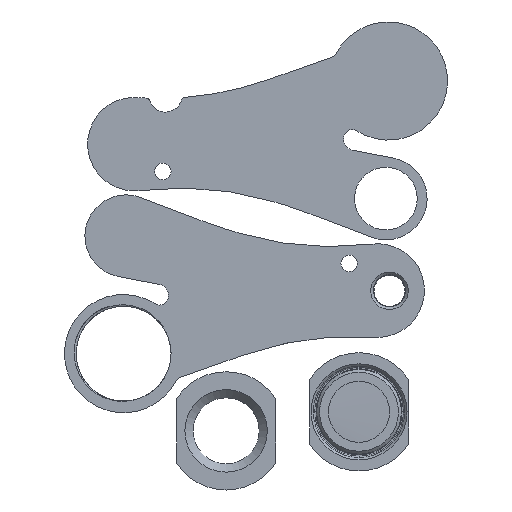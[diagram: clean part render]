
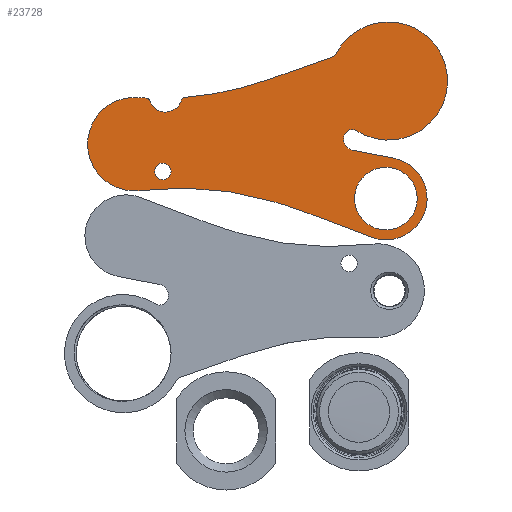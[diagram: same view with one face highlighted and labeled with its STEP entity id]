
A CAD part, front view. The second image highlights one B-rep face of the part: STEP entity #23728.
In plain terms, the highlighted planar face has unit normal (0, -1, 0).
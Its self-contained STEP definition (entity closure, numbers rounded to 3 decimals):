
#171=CIRCLE('',#24126,118.);
#172=CIRCLE('',#24128,1.2);
#173=CIRCLE('',#24130,6.083);
#174=CIRCLE('',#24132,1.2);
#175=CIRCLE('',#24134,118.);
#176=CIRCLE('',#24136,17.);
#177=CIRCLE('',#24138,118.);
#184=CIRCLE('',#24147,3.);
#197=CIRCLE('',#24585,206.);
#198=CIRCLE('',#24586,15.);
#199=CIRCLE('',#24587,4.);
#200=CIRCLE('',#24588,3.);
#201=CIRCLE('',#24589,21.5);
#202=CIRCLE('',#24590,3.);
#203=CIRCLE('',#24591,11.4);
#413=FACE_BOUND('',#4774,.T.);
#414=FACE_BOUND('',#4775,.T.);
#3394=FACE_OUTER_BOUND('',#4773,.T.);
#4773=EDGE_LOOP('',(#20921,#20922,#20923,#20924,#20925,#20926,#20927,#20928,
#20929,#20930,#20931,#20932,#20933,#20934,#20935,#20936));
#4774=EDGE_LOOP('',(#20937));
#4775=EDGE_LOOP('',(#20938));
#5305=LINE('',#31611,#7372);
#6862=LINE('',#44898,#8929);
#6863=LINE('',#44902,#8930);
#7372=VECTOR('',#25303,10.);
#8929=VECTOR('',#27782,10.);
#8930=VECTOR('',#27785,10.);
#9569=VERTEX_POINT('',#31608);
#9570=VERTEX_POINT('',#31610);
#9571=VERTEX_POINT('',#31614);
#9572=VERTEX_POINT('',#31618);
#9573=VERTEX_POINT('',#31622);
#9574=VERTEX_POINT('',#31626);
#9575=VERTEX_POINT('',#31630);
#9576=VERTEX_POINT('',#31634);
#9577=VERTEX_POINT('',#31638);
#10200=VERTEX_POINT('',#34321);
#11286=VERTEX_POINT('',#44895);
#11287=VERTEX_POINT('',#44897);
#11288=VERTEX_POINT('',#44899);
#11289=VERTEX_POINT('',#44901);
#11290=VERTEX_POINT('',#44903);
#11291=VERTEX_POINT('',#44905);
#11292=VERTEX_POINT('',#44907);
#11293=VERTEX_POINT('',#44910);
#12047=EDGE_CURVE('',#9570,#9569,#5305,.T.);
#12050=EDGE_CURVE('',#9569,#9571,#171,.T.);
#12052=EDGE_CURVE('',#9572,#9571,#172,.T.);
#12054=EDGE_CURVE('',#9572,#9573,#173,.T.);
#12056=EDGE_CURVE('',#9574,#9573,#174,.T.);
#12058=EDGE_CURVE('',#9574,#9575,#175,.T.);
#12060=EDGE_CURVE('',#9575,#9576,#176,.T.);
#12062=EDGE_CURVE('',#9576,#9577,#177,.T.);
#12702=EDGE_CURVE('',#10200,#10200,#184,.T.);
#14600=EDGE_CURVE('',#9577,#11286,#197,.T.);
#14601=EDGE_CURVE('',#11286,#11287,#6862,.T.);
#14602=EDGE_CURVE('',#11287,#11288,#198,.T.);
#14603=EDGE_CURVE('',#11288,#11289,#6863,.T.);
#14604=EDGE_CURVE('',#11289,#11290,#199,.T.);
#14605=EDGE_CURVE('',#11290,#11291,#200,.T.);
#14606=EDGE_CURVE('',#11291,#11292,#201,.T.);
#14607=EDGE_CURVE('',#11292,#9570,#202,.T.);
#14608=EDGE_CURVE('',#11293,#11293,#203,.T.);
#20921=ORIENTED_EDGE('',*,*,#12056,.F.);
#20922=ORIENTED_EDGE('',*,*,#12058,.T.);
#20923=ORIENTED_EDGE('',*,*,#12060,.T.);
#20924=ORIENTED_EDGE('',*,*,#12062,.T.);
#20925=ORIENTED_EDGE('',*,*,#14600,.T.);
#20926=ORIENTED_EDGE('',*,*,#14601,.T.);
#20927=ORIENTED_EDGE('',*,*,#14602,.T.);
#20928=ORIENTED_EDGE('',*,*,#14603,.T.);
#20929=ORIENTED_EDGE('',*,*,#14604,.T.);
#20930=ORIENTED_EDGE('',*,*,#14605,.T.);
#20931=ORIENTED_EDGE('',*,*,#14606,.T.);
#20932=ORIENTED_EDGE('',*,*,#14607,.T.);
#20933=ORIENTED_EDGE('',*,*,#12047,.T.);
#20934=ORIENTED_EDGE('',*,*,#12050,.T.);
#20935=ORIENTED_EDGE('',*,*,#12052,.F.);
#20936=ORIENTED_EDGE('',*,*,#12054,.T.);
#20937=ORIENTED_EDGE('',*,*,#12702,.T.);
#20938=ORIENTED_EDGE('',*,*,#14608,.T.);
#22610=PLANE('',#24584);
#23728=ADVANCED_FACE('',(#3394,#413,#414),#22610,.F.);
#24126=AXIS2_PLACEMENT_3D('',#31616,#25308,#25309);
#24128=AXIS2_PLACEMENT_3D('',#31620,#25313,#25314);
#24130=AXIS2_PLACEMENT_3D('',#31624,#25318,#25319);
#24132=AXIS2_PLACEMENT_3D('',#31628,#25323,#25324);
#24134=AXIS2_PLACEMENT_3D('',#31632,#25328,#25329);
#24136=AXIS2_PLACEMENT_3D('',#31636,#25333,#25334);
#24138=AXIS2_PLACEMENT_3D('',#31640,#25338,#25339);
#24147=AXIS2_PLACEMENT_3D('',#34323,#25644,#25645);
#24584=AXIS2_PLACEMENT_3D('',#44894,#27778,#27779);
#24585=AXIS2_PLACEMENT_3D('',#44896,#27780,#27781);
#24586=AXIS2_PLACEMENT_3D('',#44900,#27783,#27784);
#24587=AXIS2_PLACEMENT_3D('',#44904,#27786,#27787);
#24588=AXIS2_PLACEMENT_3D('',#44906,#27788,#27789);
#24589=AXIS2_PLACEMENT_3D('',#44908,#27790,#27791);
#24590=AXIS2_PLACEMENT_3D('',#44909,#27792,#27793);
#24591=AXIS2_PLACEMENT_3D('',#44911,#27794,#27795);
#25303=DIRECTION('',(-0.943,0.,-0.333));
#25308=DIRECTION('center_axis',(0.,1.,0.));
#25309=DIRECTION('ref_axis',(0.333,0.,-0.943));
#25313=DIRECTION('center_axis',(0.,1.,0.));
#25314=DIRECTION('ref_axis',(-0.636,0.,0.772));
#25318=DIRECTION('center_axis',(0.,1.,0.));
#25319=DIRECTION('ref_axis',(1.,0.,0.));
#25323=DIRECTION('center_axis',(0.,1.,0.));
#25324=DIRECTION('ref_axis',(0.609,0.,0.793));
#25328=DIRECTION('center_axis',(0.,1.,0.));
#25329=DIRECTION('ref_axis',(0.333,0.,-0.943));
#25333=DIRECTION('center_axis',(0.,-1.,0.));
#25334=DIRECTION('ref_axis',(0.125,0.,-0.992));
#25338=DIRECTION('center_axis',(0.,1.,0.));
#25339=DIRECTION('ref_axis',(-0.125,0.,0.992));
#25644=DIRECTION('center_axis',(0.,1.,0.));
#25645=DIRECTION('ref_axis',(1.,0.,0.));
#27778=DIRECTION('center_axis',(0.,1.,0.));
#27779=DIRECTION('ref_axis',(1.,0.,0.));
#27780=DIRECTION('center_axis',(0.,1.,0.));
#27781=DIRECTION('ref_axis',(0.285,0.,0.959));
#27782=DIRECTION('',(0.935,0.,-0.355));
#27783=DIRECTION('center_axis',(0.,-1.,0.));
#27784=DIRECTION('ref_axis',(0.188,0.,0.982));
#27785=DIRECTION('',(-0.982,0.,0.188));
#27786=DIRECTION('center_axis',(0.,1.,0.));
#27787=DIRECTION('ref_axis',(-0.188,0.,-0.982));
#27788=DIRECTION('center_axis',(0.,1.,0.));
#27789=DIRECTION('ref_axis',(-0.832,0.,0.554));
#27790=DIRECTION('center_axis',(0.,-1.,0.));
#27791=DIRECTION('ref_axis',(-0.884,0.,0.467));
#27792=DIRECTION('center_axis',(0.,1.,0.));
#27793=DIRECTION('ref_axis',(0.884,0.,-0.467));
#27794=DIRECTION('center_axis',(0.,1.,0.));
#27795=DIRECTION('ref_axis',(1.,0.,0.));
#31608=CARTESIAN_POINT('',(-19.598,-1.956,169.737));
#31610=CARTESIAN_POINT('',(3.592,-1.956,177.919));
#31611=CARTESIAN_POINT('',(-22.553,-1.956,168.695));
#31614=CARTESIAN_POINT('',(-49.887,-1.956,163.356));
#31616=CARTESIAN_POINT('Origin',(-58.857,-1.956,281.015));
#31618=CARTESIAN_POINT('',(-50.953,-1.956,162.478));
#31620=CARTESIAN_POINT('Origin',(-49.796,-1.956,162.16));
#31622=CARTESIAN_POINT('',(-62.623,-1.956,162.274));
#31624=CARTESIAN_POINT('Origin',(-56.818,-1.956,164.091));
#31626=CARTESIAN_POINT('',(-63.719,-1.956,163.115));
#31628=CARTESIAN_POINT('Origin',(-63.768,-1.956,161.916));
#31630=CARTESIAN_POINT('',(-66.975,-1.956,163.294));
#31632=CARTESIAN_POINT('Origin',(-58.857,-1.956,281.015));
#31634=CARTESIAN_POINT('',(-66.027,-1.956,129.467));
#31636=CARTESIAN_POINT('Origin',(-68.145,-1.956,146.335));
#31638=CARTESIAN_POINT('',(-17.746,-1.956,125.507));
#31640=CARTESIAN_POINT('Origin',(-51.327,-1.956,12.386));
#34321=CARTESIAN_POINT('',(-60.788,-1.956,136.462));
#34323=CARTESIAN_POINT('Origin',(-57.788,-1.956,136.462));
#44894=CARTESIAN_POINT('Origin',(-19.694,-1.956,151.176));
#44895=CARTESIAN_POINT('',(-3.147,-1.956,120.572));
#44896=CARTESIAN_POINT('Origin',(-76.371,-1.956,-71.975));
#44897=CARTESIAN_POINT('',(18.004,-1.956,112.528));
#44898=CARTESIAN_POINT('',(-4.883,-1.956,121.232));
#44899=CARTESIAN_POINT('',(26.153,-1.956,141.282));
#44900=CARTESIAN_POINT('Origin',(23.336,-1.956,126.548));
#44901=CARTESIAN_POINT('',(11.201,-1.956,144.14));
#44902=CARTESIAN_POINT('',(-4.351,-1.956,147.112));
#44903=CARTESIAN_POINT('',(8.622,-1.956,150.285));
#44904=CARTESIAN_POINT('Origin',(11.952,-1.956,148.069));
#44905=CARTESIAN_POINT('',(12.728,-1.956,151.155));
#44906=CARTESIAN_POINT('Origin',(11.12,-1.956,148.623));
#44907=CARTESIAN_POINT('',(5.246,-1.956,179.346));
#44908=CARTESIAN_POINT('Origin',(24.256,-1.956,169.303));
#44909=CARTESIAN_POINT('Origin',(2.594,-1.956,180.748));
#44910=CARTESIAN_POINT('',(11.936,-1.956,126.548));
#44911=CARTESIAN_POINT('Origin',(23.336,-1.956,126.548));
